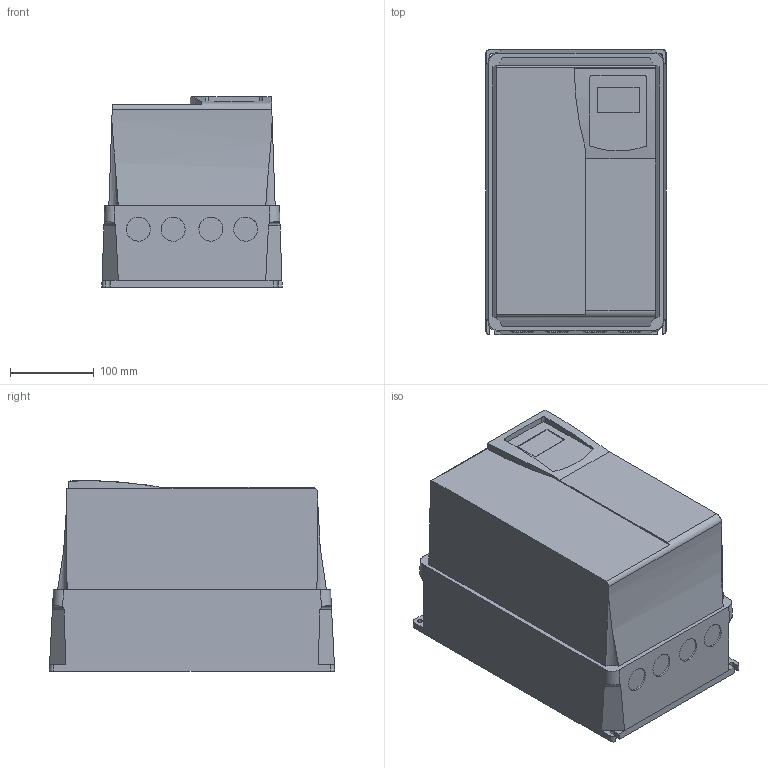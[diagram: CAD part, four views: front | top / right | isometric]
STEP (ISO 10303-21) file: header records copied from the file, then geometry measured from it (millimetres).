
FILE_DESCRIPTION (( 'STEP AP214' ), '1' );
FILE_NAME ('CFW500 MEC-B IP66 - SEM SECCIONADORA Coord.STEP', '2021-01-05T18:44:13', ( '' ), ( '' ), 'SwSTEP 2.0', 'SolidWorks 2017', '' );
FILE_SCHEMA (( 'AUTOMOTIVE_DESIGN' ));
Length unit declared in the file: inch
Products named in the file (1): CFW500 MEC-B IP66 - SEM SECCIONADORA Coord
Bounding box: 215 x 340 x 226.94 mm (x, y, z)
Volume: 14060594 mm3; surface area: 364688.1 mm2
Topology: 1 solids, 1 shells, 82 faces, 217 edges, 144 vertices
Faces by surface type: cylinder 40, plane 40, bspline 2
Entity records: 2845 total; most frequent: CARTESIAN_POINT 888, ORIENTED_EDGE 434, DIRECTION 353, EDGE_CURVE 217, VERTEX_POINT 144, VECTOR 123, LINE 123, AXIS2_PLACEMENT_3D 115
